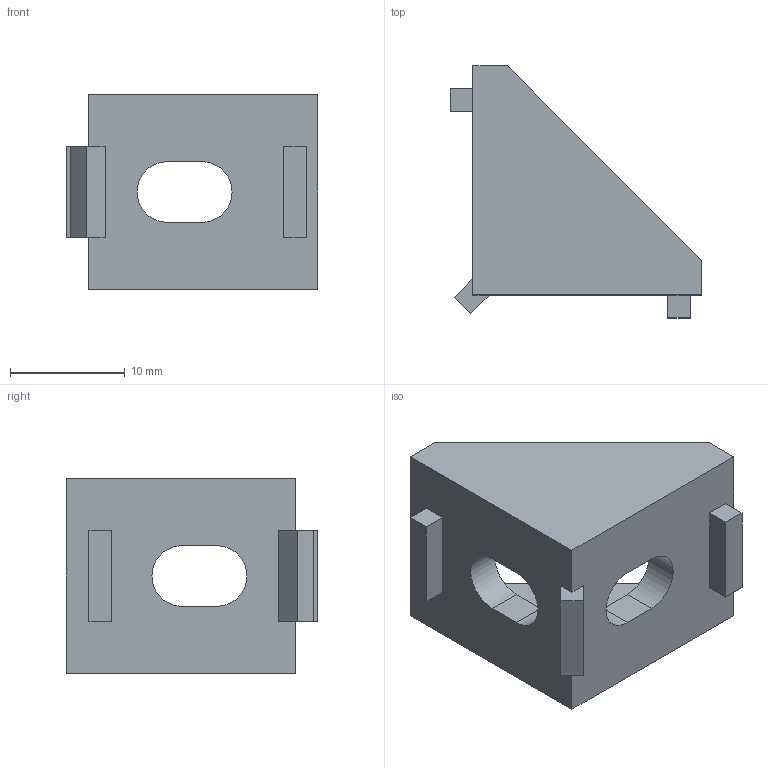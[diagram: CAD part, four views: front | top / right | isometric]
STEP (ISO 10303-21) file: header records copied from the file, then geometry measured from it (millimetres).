
FILE_DESCRIPTION (( 'STEP AP214' ), '1' );
FILE_NAME ('1.46.204.1720.1.STEP', '2024-10-11T19:20:16', ( '' ), ( '' ), 'SwSTEP 2.0', 'SolidWorks 2024', '' );
FILE_SCHEMA (( 'AUTOMOTIVE_DESIGN' ));
Length unit declared in the file: millimetre
Products named in the file (1): 1.46.204.1720.1
Bounding box: 22 x 22 x 17 mm (x, y, z)
Volume: 2326.4 mm3; surface area: 2221.8 mm2
Topology: 1 solids, 1 shells, 35 faces, 93 edges, 62 vertices
Faces by surface type: plane 31, cylinder 4
Entity records: 1106 total; most frequent: CARTESIAN_POINT 191, ORIENTED_EDGE 186, DIRECTION 173, EDGE_CURVE 93, VECTOR 85, LINE 85, VERTEX_POINT 62, AXIS2_PLACEMENT_3D 44
